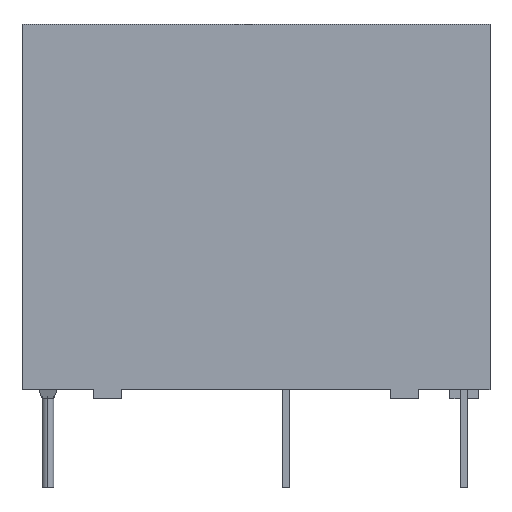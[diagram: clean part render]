
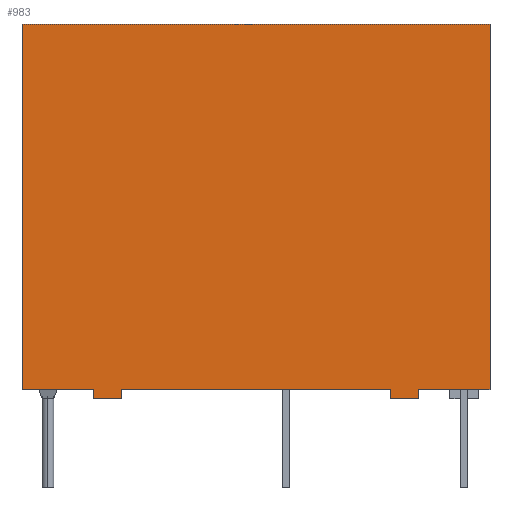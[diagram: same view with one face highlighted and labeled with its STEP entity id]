
A CAD part, top view. The second image highlights one B-rep face of the part: STEP entity #983.
In plain terms, the highlighted planar face has unit normal (0, 0, 1).
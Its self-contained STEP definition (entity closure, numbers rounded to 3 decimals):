
#26 = DIRECTION ( 'NONE',  ( -1., 0., 0. ) ) ;
#76 = DIRECTION ( 'NONE',  ( 0., -1., 0. ) ) ;
#114 = PLANE ( 'NONE',  #2767 ) ;
#121 = ORIENTED_EDGE ( 'NONE', *, *, #322, .T. ) ;
#148 = CARTESIAN_POINT ( 'NONE',  ( -6.95, 0.4, 5. ) ) ;
#180 = CARTESIAN_POINT ( 'NONE',  ( -6.95, 0.4, 5. ) ) ;
#196 = LINE ( 'NONE', #1065, #1385 ) ;
#208 = ORIENTED_EDGE ( 'NONE', *, *, #2211, .F. ) ;
#212 = ORIENTED_EDGE ( 'NONE', *, *, #1328, .T. ) ;
#250 = EDGE_CURVE ( 'NONE', #1289, #2872, #1691, .T. ) ;
#275 = DIRECTION ( 'NONE',  ( 1., 0., 0. ) ) ;
#288 = CARTESIAN_POINT ( 'NONE',  ( 6.95, 0.4, 5. ) ) ;
#299 = VERTEX_POINT ( 'NONE', #2853 ) ;
#303 = VECTOR ( 'NONE', #1005, 1000. ) ;
#322 = EDGE_CURVE ( 'NONE', #2465, #522, #1197, .T. ) ;
#326 = VERTEX_POINT ( 'NONE', #1494 ) ;
#379 = DIRECTION ( 'NONE',  ( 1., 0., 0. ) ) ;
#398 = DIRECTION ( 'NONE',  ( 0., -1., 0. ) ) ;
#414 = CARTESIAN_POINT ( 'NONE',  ( -5.75, 0.4, 5. ) ) ;
#484 = FACE_OUTER_BOUND ( 'NONE', #698, .T. ) ;
#499 = CARTESIAN_POINT ( 'NONE',  ( 10., 16., 5. ) ) ;
#522 = VERTEX_POINT ( 'NONE', #2691 ) ;
#611 = LINE ( 'NONE', #148, #1910 ) ;
#690 = ORIENTED_EDGE ( 'NONE', *, *, #2922, .F. ) ;
#698 = EDGE_LOOP ( 'NONE', ( #121, #690, #2538, #208, #1404, #1793, #2128, #212, #1035, #2828, #2620, #962 ) ) ;
#712 = CARTESIAN_POINT ( 'NONE',  ( 0., 0.4, 5. ) ) ;
#767 = VECTOR ( 'NONE', #2102, 1000. ) ;
#778 = CARTESIAN_POINT ( 'NONE',  ( 10., 16., 5. ) ) ;
#835 = CARTESIAN_POINT ( 'NONE',  ( -5.75, 0., 5. ) ) ;
#840 = LINE ( 'NONE', #1099, #2224 ) ;
#916 = VERTEX_POINT ( 'NONE', #1021 ) ;
#962 = ORIENTED_EDGE ( 'NONE', *, *, #2171, .T. ) ;
#983 = ADVANCED_FACE ( 'NONE', ( #484 ), #114, .F. ) ;
#1005 = DIRECTION ( 'NONE',  ( 0., -1., 0. ) ) ;
#1021 = CARTESIAN_POINT ( 'NONE',  ( 10., 0.4, 5. ) ) ;
#1035 = ORIENTED_EDGE ( 'NONE', *, *, #250, .T. ) ;
#1037 = EDGE_CURVE ( 'NONE', #326, #2718, #3008, .T. ) ;
#1048 = VECTOR ( 'NONE', #275, 1000. ) ;
#1065 = CARTESIAN_POINT ( 'NONE',  ( 6.95, 0.4, 5. ) ) ;
#1099 = CARTESIAN_POINT ( 'NONE',  ( -10., 16., 5. ) ) ;
#1127 = LINE ( 'NONE', #1568, #1471 ) ;
#1197 = LINE ( 'NONE', #2643, #1272 ) ;
#1240 = CARTESIAN_POINT ( 'NONE',  ( -10., 0., 5. ) ) ;
#1251 = DIRECTION ( 'NONE',  ( -1., 0., 0. ) ) ;
#1272 = VECTOR ( 'NONE', #1968, 1000. ) ;
#1289 = VERTEX_POINT ( 'NONE', #2935 ) ;
#1312 = LINE ( 'NONE', #1485, #1834 ) ;
#1328 = EDGE_CURVE ( 'NONE', #2097, #1289, #611, .T. ) ;
#1385 = VECTOR ( 'NONE', #1984, 1000. ) ;
#1404 = ORIENTED_EDGE ( 'NONE', *, *, #1037, .F. ) ;
#1471 = VECTOR ( 'NONE', #2439, 1000. ) ;
#1485 = CARTESIAN_POINT ( 'NONE',  ( -5.75, 0.4, 5. ) ) ;
#1494 = CARTESIAN_POINT ( 'NONE',  ( -10., 16., 5. ) ) ;
#1546 = DIRECTION ( 'NONE',  ( 0., -1., 0. ) ) ;
#1568 = CARTESIAN_POINT ( 'NONE',  ( 0., 0.4, 5. ) ) ;
#1599 = VERTEX_POINT ( 'NONE', #2835 ) ;
#1605 = EDGE_CURVE ( 'NONE', #2110, #2872, #1312, .T. ) ;
#1613 = VECTOR ( 'NONE', #1251, 1000. ) ;
#1691 = LINE ( 'NONE', #1240, #1048 ) ;
#1719 = CARTESIAN_POINT ( 'NONE',  ( 0., 0.4, 5. ) ) ;
#1758 = LINE ( 'NONE', #2121, #767 ) ;
#1769 = DIRECTION ( 'NONE',  ( -1., 0., 0. ) ) ;
#1773 = CARTESIAN_POINT ( 'NONE',  ( 5.75, 0., 5. ) ) ;
#1778 = DIRECTION ( 'NONE',  ( 0., 0., -1. ) ) ;
#1793 = ORIENTED_EDGE ( 'NONE', *, *, #2947, .T. ) ;
#1834 = VECTOR ( 'NONE', #76, 1000. ) ;
#1910 = VECTOR ( 'NONE', #1546, 1000. ) ;
#1968 = DIRECTION ( 'NONE',  ( 1., 0., 0. ) ) ;
#1984 = DIRECTION ( 'NONE',  ( 0., -1., 0. ) ) ;
#2005 = CARTESIAN_POINT ( 'NONE',  ( -10., 16., 5. ) ) ;
#2097 = VERTEX_POINT ( 'NONE', #180 ) ;
#2102 = DIRECTION ( 'NONE',  ( 0., -1., 0. ) ) ;
#2110 = VERTEX_POINT ( 'NONE', #414 ) ;
#2121 = CARTESIAN_POINT ( 'NONE',  ( 5.75, 0.4, 5. ) ) ;
#2128 = ORIENTED_EDGE ( 'NONE', *, *, #2939, .F. ) ;
#2171 = EDGE_CURVE ( 'NONE', #1599, #2465, #1758, .T. ) ;
#2211 = EDGE_CURVE ( 'NONE', #2718, #916, #2328, .T. ) ;
#2224 = VECTOR ( 'NONE', #398, 1000. ) ;
#2258 = LINE ( 'NONE', #1719, #1613 ) ;
#2300 = EDGE_CURVE ( 'NONE', #916, #2683, #2258, .T. ) ;
#2328 = LINE ( 'NONE', #778, #303 ) ;
#2439 = DIRECTION ( 'NONE',  ( -1., 0., 0. ) ) ;
#2453 = CARTESIAN_POINT ( 'NONE',  ( -10., 16., 5. ) ) ;
#2465 = VERTEX_POINT ( 'NONE', #1773 ) ;
#2472 = LINE ( 'NONE', #712, #2518 ) ;
#2518 = VECTOR ( 'NONE', #26, 1000. ) ;
#2538 = ORIENTED_EDGE ( 'NONE', *, *, #2300, .F. ) ;
#2620 = ORIENTED_EDGE ( 'NONE', *, *, #2660, .F. ) ;
#2643 = CARTESIAN_POINT ( 'NONE',  ( -10., 0., 5. ) ) ;
#2660 = EDGE_CURVE ( 'NONE', #1599, #2110, #2472, .T. ) ;
#2683 = VERTEX_POINT ( 'NONE', #288 ) ;
#2691 = CARTESIAN_POINT ( 'NONE',  ( 6.95, 0., 5. ) ) ;
#2692 = VECTOR ( 'NONE', #379, 1000. ) ;
#2718 = VERTEX_POINT ( 'NONE', #499 ) ;
#2767 = AXIS2_PLACEMENT_3D ( 'NONE', #2005, #1778, #1769 ) ;
#2828 = ORIENTED_EDGE ( 'NONE', *, *, #1605, .F. ) ;
#2835 = CARTESIAN_POINT ( 'NONE',  ( 5.75, 0.4, 5. ) ) ;
#2853 = CARTESIAN_POINT ( 'NONE',  ( -10., 0.4, 5. ) ) ;
#2872 = VERTEX_POINT ( 'NONE', #835 ) ;
#2922 = EDGE_CURVE ( 'NONE', #2683, #522, #196, .T. ) ;
#2935 = CARTESIAN_POINT ( 'NONE',  ( -6.95, 0., 5. ) ) ;
#2939 = EDGE_CURVE ( 'NONE', #2097, #299, #1127, .T. ) ;
#2947 = EDGE_CURVE ( 'NONE', #326, #299, #840, .T. ) ;
#3008 = LINE ( 'NONE', #2453, #2692 ) ;
